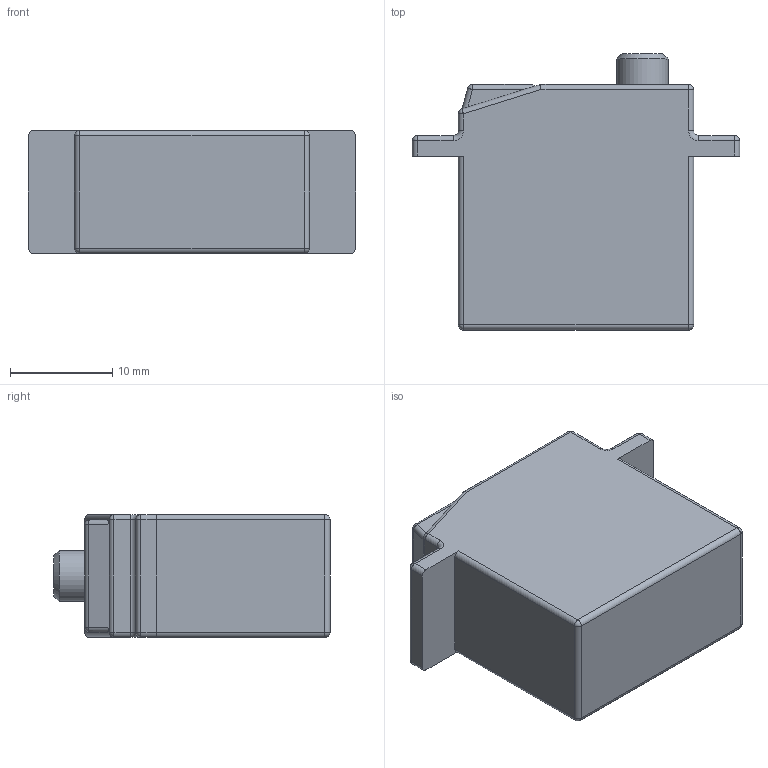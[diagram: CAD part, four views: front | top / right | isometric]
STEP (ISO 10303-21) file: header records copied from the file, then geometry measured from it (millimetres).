
FILE_DESCRIPTION(/* description */ (''),/* implementation_level */ '2;1');
FILE_NAME(/* name */ 'ES09MD.stp',/* time_stamp */ '2016-09-16T09:24:12+02:00',/* author */ (''),/* organization */ (''),/* preprocessor_version */ 'ST-DEVELOPER v16',/* originating_system */ 'SIEMENS PLM Software NX 10.0',/* authorisation */ '');
FILE_SCHEMA (('AUTOMOTIVE_DESIGN { 1 0 10303 214 3 1 1 1 }'));
Length unit declared in the file: millimetre
Products named in the file (1): ES09MD
Bounding box: 32 x 27 x 12 mm (x, y, z)
Volume: 6848.9 mm3; surface area: 2496.1 mm2
Topology: 2 solids, 2 shells, 83 faces, 193 edges, 98 vertices
Faces by surface type: cylinder 39, plane 22, sphere 16, torus 4, cone 2
Full cylindrical faces by diameter (mm): 1.5 x1, 5 x1
Entity records: 2191 total; most frequent: DIRECTION 423, CARTESIAN_POINT 351, ORIENTED_EDGE 342, EDGE_CURVE 171, AXIS2_PLACEMENT_3D 168, VERTEX_POINT 96, EDGE_LOOP 89, LINE 87
